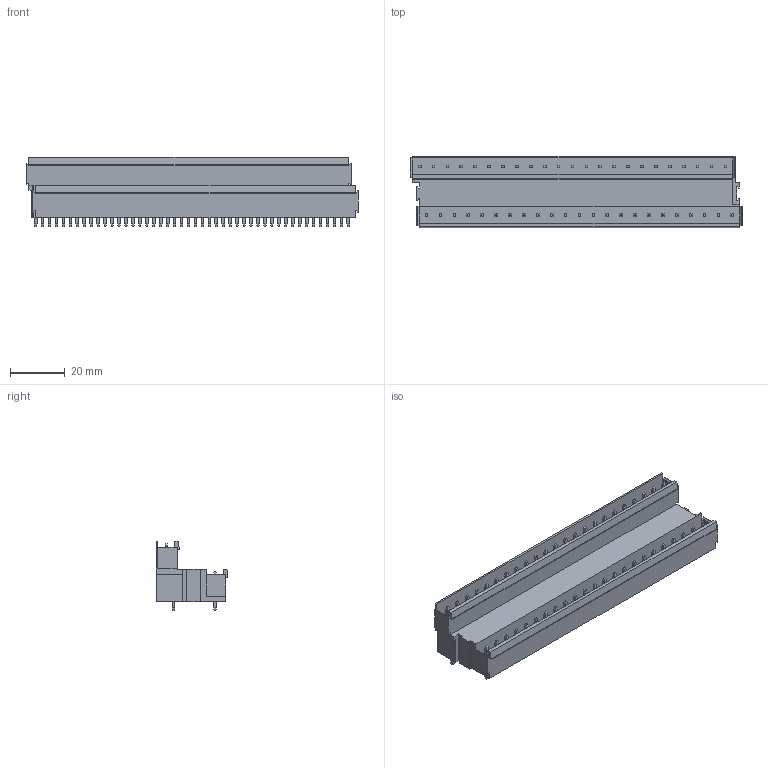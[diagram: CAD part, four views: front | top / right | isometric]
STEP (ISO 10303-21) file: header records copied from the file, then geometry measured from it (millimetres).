
FILE_DESCRIPTION(('CATIA V5 STEP Exchange','CAx-IF Rec.Pracs.--- Model Styling and Organization---1.2---2011-12-15'),'2;1');
FILE_NAME ('D1455015_0_1726950000_1726950000.stp','2018-11-10T05:04:10+00:00',('none'),('Weidmueller'),'CATIA Version 5-6 Release 2014','CATIA V5 STEP AP214','none');
FILE_SCHEMA(('AUTOMOTIVE_DESIGN { 1 0 10303 214 1 1 1 1 }'));
Length unit declared in the file: millimetre
Products named in the file (1): 1726950000
Bounding box: 121.38 x 26.28 x 25.36 mm (x, y, z)
Volume: 33838.7 mm3; surface area: 21688.1 mm2
Topology: 47 solids, 47 shells, 1283 faces, 3191 edges, 2002 vertices
Faces by surface type: plane 1099, cylinder 184
Entity records: 32884 total; most frequent: ORIENTED_EDGE 6382, CARTESIAN_POINT 6029, DIRECTION 3757, EDGE_CURVE 3191, VECTOR 2455, LINE 2455, VERTEX_POINT 2002, EDGE_LOOP 1375
